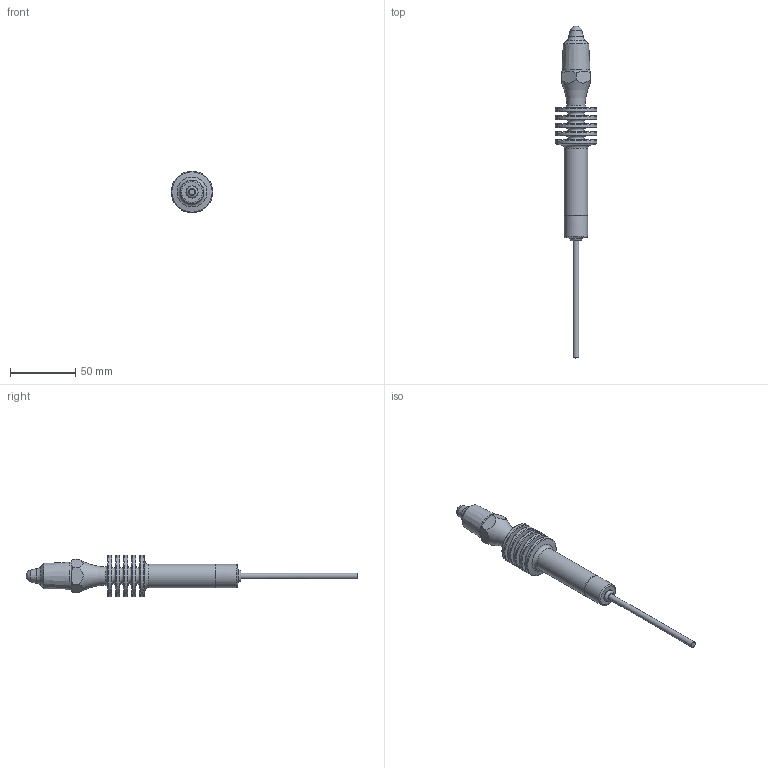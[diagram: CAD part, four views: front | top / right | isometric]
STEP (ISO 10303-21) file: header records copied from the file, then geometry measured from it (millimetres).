
FILE_DESCRIPTION( ( 'Unknown' ), '1' );
FILE_NAME( 'LBFS-x2Mxx.x.stp', 'Unknown', ( 'Unknown' ), ( 'Unknown' ), 'PSStep 15.0.49', 'Unknown', ' ' );
FILE_SCHEMA( ( 'AUTOMOTIVE_DESIGN { 1 0 10303 214 1 1 1 1 }' ) );
Length unit declared in the file: millimetre
Products named in the file (1): 11161065 04
Bounding box: 32 x 255.13 x 32 mm (x, y, z)
Volume: 48450.8 mm3; surface area: 18965 mm2
Topology: 1 solids, 3 shells, 98 faces, 211 edges, 134 vertices
Faces by surface type: plane 31, cylinder 28, torus 18, cone 18, bspline 2, sphere 1
Full cylindrical faces by diameter (mm): 2.3 x2, 4.534 x2, 6.2 x1, 9.3 x2, 12 x2, 14.5 x1, 15 x2, 15.3 x1, 15.6 x2, 18 x2, 19.603 x1, 21.336 x1, 32 x5
Entity records: 3732 total; most frequent: CARTESIAN_POINT 1192, DIRECTION 382, ORIENTED_EDGE 246, AXIS2_PLACEMENT_3D 188, EDGE_LOOP 178, FACE_OUTER_BOUND 138, EDGE_CURVE 123, VERTEX_POINT 108
